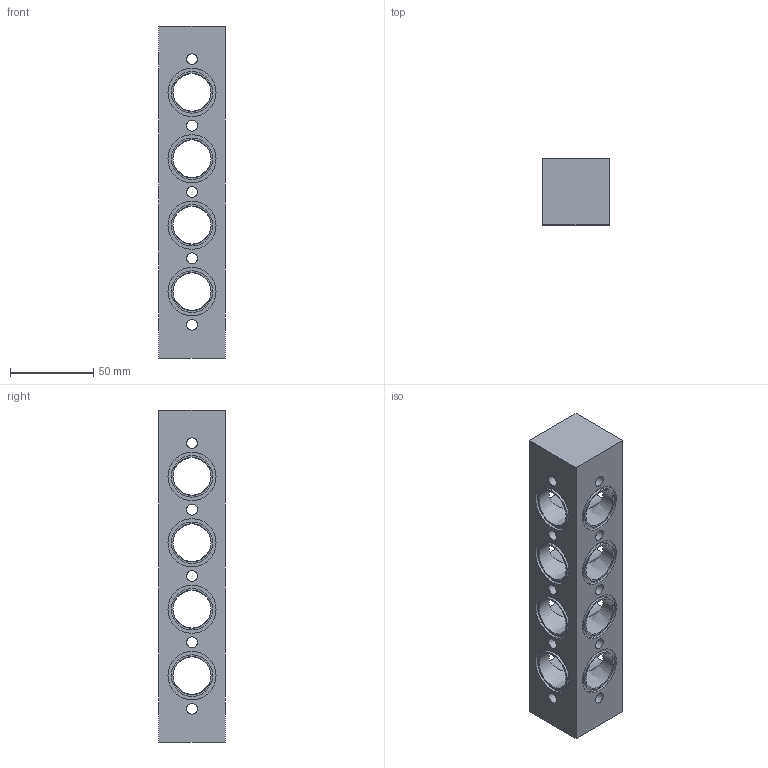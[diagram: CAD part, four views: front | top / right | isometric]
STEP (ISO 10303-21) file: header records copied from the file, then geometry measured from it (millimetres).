
FILE_DESCRIPTION((''),'2;1');
FILE_NAME('SD0185N.stp','2009-08-10T15:18:56',('teddy iii'),(''),'Autodesk Inventor 11','Autodesk Inventor 11','');
FILE_SCHEMA(('AUTOMOTIVE_DESIGN { 1 0 10303 214 1 1 1 1 }'));
Length unit declared in the file: millimetre
Products named in the file (1): SD0185N
Bounding box: 40 x 40 x 200 mm (x, y, z)
Volume: 202542.9 mm3; surface area: 54053.5 mm2
Topology: 1 solids, 1 shells, 106 faces, 216 edges, 126 vertices
Faces by surface type: plane 38, bspline 36, cylinder 32
Full cylindrical faces by diameter (mm): 25 x16, 29 x16
Entity records: 3043 total; most frequent: CARTESIAN_POINT 993, DIRECTION 426, ORIENTED_EDGE 296, EDGE_LOOP 242, AXIS2_PLACEMENT_3D 207, EDGE_CURVE 148, FACE_BOUND 136, VERTEX_POINT 126
